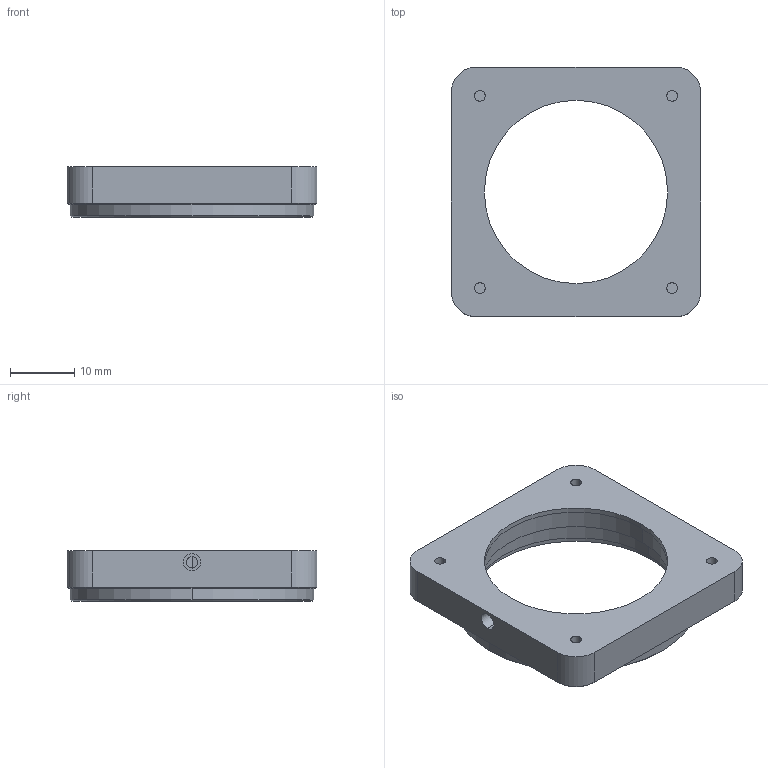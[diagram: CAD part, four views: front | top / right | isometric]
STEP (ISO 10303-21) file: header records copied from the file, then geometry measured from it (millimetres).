
FILE_DESCRIPTION (( 'STEP AP203' ), '1' );
FILE_NAME ('Boite V2.STEP', '2023-10-04T17:07:56', ( '' ), ( '' ), 'SwSTEP 2.0', 'SolidWorks 2023', '' );
FILE_SCHEMA (( 'CONFIG_CONTROL_DESIGN' ));
Length unit declared in the file: millimetre
Products named in the file (1): Boite V2
Bounding box: 39 x 39 x 7.89 mm (x, y, z)
Volume: 5188.9 mm3; surface area: 3716.4 mm2
Topology: 1 solids, 1 shells, 51 faces, 111 edges, 70 vertices
Faces by surface type: cylinder 26, plane 19, cone 6
Entity records: 1518 total; most frequent: DIRECTION 269, CARTESIAN_POINT 265, ORIENTED_EDGE 222, EDGE_CURVE 111, AXIS2_PLACEMENT_3D 108, VERTEX_POINT 70, EDGE_LOOP 63, CIRCLE 56
